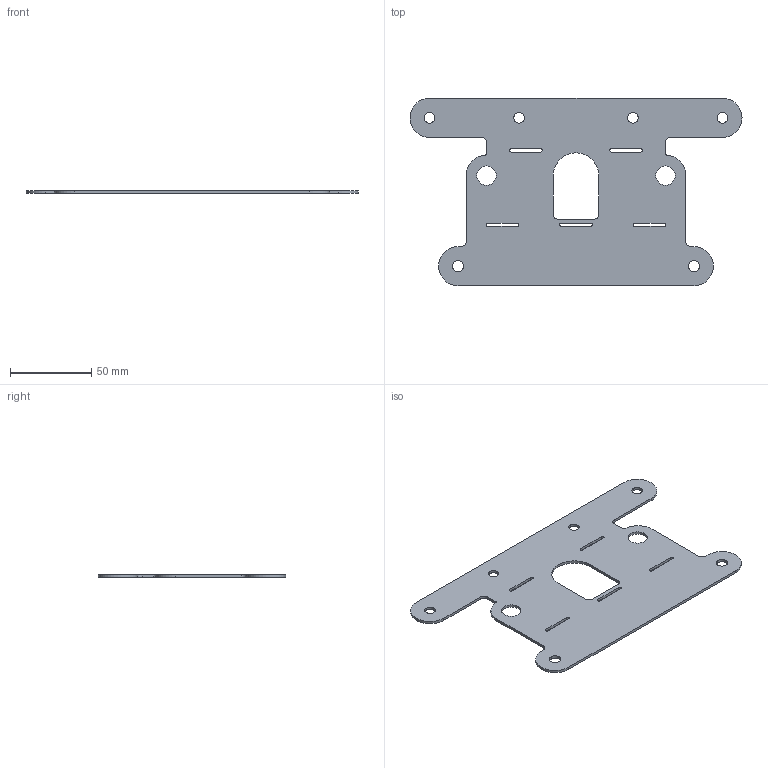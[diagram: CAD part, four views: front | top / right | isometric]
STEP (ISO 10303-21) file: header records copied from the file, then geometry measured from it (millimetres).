
FILE_DESCRIPTION (( 'STEP AP214' ), '1' );
FILE_NAME ('28 - bracket tail light support (flat).STEP', '2016-11-26T22:40:43', ( '' ), ( '' ), 'SwSTEP 2.0', 'SolidWorks 2014', '' );
FILE_SCHEMA (( 'AUTOMOTIVE_DESIGN' ));
Length unit declared in the file: millimetre
Products named in the file (1): 28 - bracket tail light support (flat)
Bounding box: 204 x 115.12 x 1.65 mm (x, y, z)
Volume: 25996.7 mm3; surface area: 33529.2 mm2
Topology: 1 solids, 1 shells, 76 faces, 222 edges, 148 vertices
Faces by surface type: cylinder 51, plane 25
Entity records: 2658 total; most frequent: DIRECTION 478, CARTESIAN_POINT 447, ORIENTED_EDGE 444, EDGE_CURVE 222, AXIS2_PLACEMENT_3D 179, VERTEX_POINT 148, LINE 120, VECTOR 120
